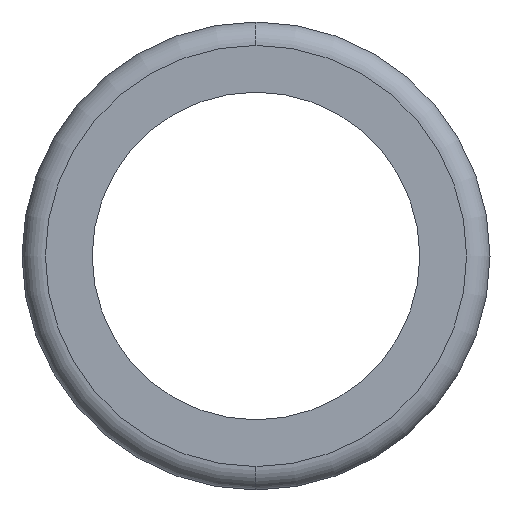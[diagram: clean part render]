
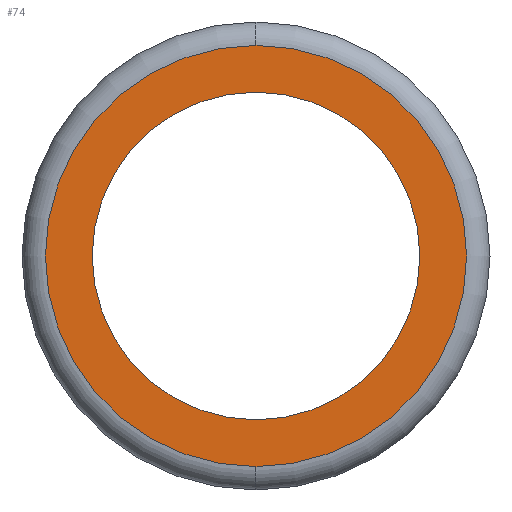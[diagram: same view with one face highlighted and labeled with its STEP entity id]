
A CAD part, left-side view. The second image highlights one B-rep face of the part: STEP entity #74.
In plain terms, the highlighted planar face has unit normal (-1, 0, 0).
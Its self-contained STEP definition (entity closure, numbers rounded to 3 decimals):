
#74=ADVANCED_FACE('',(#137,#138),#139,.T.);
#137=FACE_BOUND('',#203,.T.);
#138=FACE_OUTER_BOUND('',#204,.T.);
#139=PLANE('',#205);
#203=EDGE_LOOP('',(#427,#428));
#204=EDGE_LOOP('',(#429,#430,#431));
#205=AXIS2_PLACEMENT_3D('',#432,#433,#434);
#427=ORIENTED_EDGE('',*,*,#509,.T.);
#428=ORIENTED_EDGE('',*,*,#454,.T.);
#429=ORIENTED_EDGE('',*,*,#513,.T.);
#430=ORIENTED_EDGE('',*,*,#446,.T.);
#431=ORIENTED_EDGE('',*,*,#514,.T.);
#432=CARTESIAN_POINT('',(0.0,0.0,0.0));
#433=DIRECTION('',(-1.0,0.0,0.0));
#434=DIRECTION('',(0.0,0.0,1.0));
#446=EDGE_CURVE('',#516,#520,#522,.T.);
#454=EDGE_CURVE('',#532,#536,#538,.T.);
#509=EDGE_CURVE('',#536,#532,#627,.T.);
#513=EDGE_CURVE('',#632,#516,#633,.T.);
#514=EDGE_CURVE('',#520,#632,#634,.T.);
#516=VERTEX_POINT('',#636);
#520=VERTEX_POINT('',#640);
#522=CIRCLE('',#642,6.3);
#532=VERTEX_POINT('',#652);
#536=VERTEX_POINT('',#657);
#538=CIRCLE('',#660,4.9);
#627=CIRCLE('',#767,4.9);
#632=VERTEX_POINT('',#772);
#633=CIRCLE('',#773,6.3);
#634=CIRCLE('',#774,6.3);
#636=CARTESIAN_POINT('',(0.0,0.,-6.3));
#640=CARTESIAN_POINT('',(0.0,0.,6.3));
#642=AXIS2_PLACEMENT_3D('',#784,#785,#786);
#652=CARTESIAN_POINT('',(0.0,0.,-4.9));
#657=CARTESIAN_POINT('',(0.0,0.,4.9));
#660=AXIS2_PLACEMENT_3D('',#804,#805,#806);
#767=AXIS2_PLACEMENT_3D('',#933,#934,#935);
#772=CARTESIAN_POINT('',(0.0,6.3,0.0));
#773=AXIS2_PLACEMENT_3D('',#945,#946,#947);
#774=AXIS2_PLACEMENT_3D('',#948,#949,#950);
#784=CARTESIAN_POINT('',(0.0,0.,0.0));
#785=DIRECTION('',(-1.0,0.0,0.0));
#786=DIRECTION('',(0.0,1.0,0.0));
#804=CARTESIAN_POINT('',(0.0,0.0,0.0));
#805=DIRECTION('',(1.0,0.0,0.0));
#806=DIRECTION('',(0.0,0.0,-1.0));
#933=CARTESIAN_POINT('',(0.0,0.0,0.0));
#934=DIRECTION('',(1.0,0.0,0.0));
#935=DIRECTION('',(0.0,0.0,-1.0));
#945=CARTESIAN_POINT('',(0.0,0.,0.0));
#946=DIRECTION('',(-1.0,0.0,0.0));
#947=DIRECTION('',(0.0,1.0,0.0));
#948=CARTESIAN_POINT('',(0.0,0.,0.0));
#949=DIRECTION('',(-1.0,0.0,0.0));
#950=DIRECTION('',(0.0,1.0,0.0));
